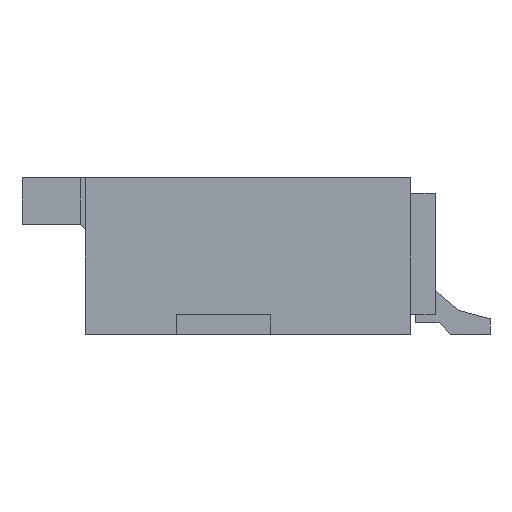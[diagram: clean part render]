
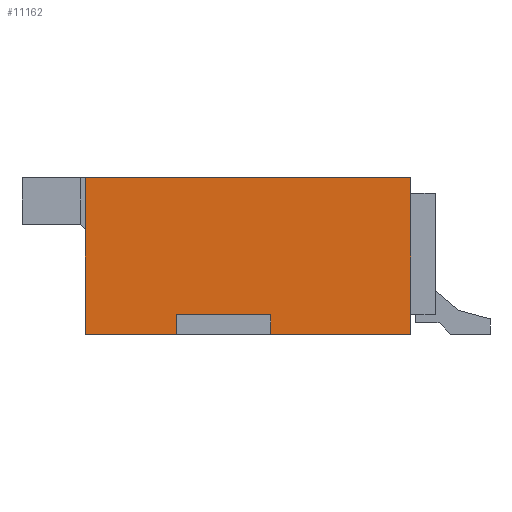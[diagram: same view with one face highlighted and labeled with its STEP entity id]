
A CAD part, left-side view. The second image highlights one B-rep face of the part: STEP entity #11162.
In plain terms, the highlighted planar face has unit normal (-1, 0, 0).
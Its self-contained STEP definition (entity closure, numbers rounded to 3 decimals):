
#87 = VERTEX_POINT ( 'NONE', #12476 ) ;
#354 = VERTEX_POINT ( 'NONE', #5408 ) ;
#1377 = AXIS2_PLACEMENT_3D ( 'NONE', #15975, #3961, #22217 ) ;
#1497 = LINE ( 'NONE', #2068, #22681 ) ;
#1575 = LINE ( 'NONE', #9053, #17907 ) ;
#1859 = PLANE ( 'NONE',  #1377 ) ;
#1914 = CARTESIAN_POINT ( 'NONE',  ( -5.449, 1.214, 0.25 ) ) ;
#1933 = EDGE_CURVE ( 'NONE', #20259, #14675, #11917, .T. ) ;
#2068 = CARTESIAN_POINT ( 'NONE',  ( -5.449, -0.761, 0. ) ) ;
#3276 = VECTOR ( 'NONE', #6903, 1000. ) ;
#3961 = DIRECTION ( 'NONE',  ( 1., 0., 0. ) ) ;
#4735 = LINE ( 'NONE', #26656, #20428 ) ;
#4787 = DIRECTION ( 'NONE',  ( 0., 0., -1. ) ) ;
#5408 = CARTESIAN_POINT ( 'NONE',  ( -5.449, 3.389, 0. ) ) ;
#6514 = VECTOR ( 'NONE', #24930, 1000. ) ;
#6903 = DIRECTION ( 'NONE',  ( 0., 0., -1. ) ) ;
#7140 = CARTESIAN_POINT ( 'NONE',  ( -5.449, 2.229, 0.25 ) ) ;
#8038 = VERTEX_POINT ( 'NONE', #7140 ) ;
#8252 = ORIENTED_EDGE ( 'NONE', *, *, #26117, .T. ) ;
#8674 = DIRECTION ( 'NONE',  ( 0., 1., 0. ) ) ;
#8883 = DIRECTION ( 'NONE',  ( 0., 0., -1. ) ) ;
#9053 = CARTESIAN_POINT ( 'NONE',  ( -5.449, 2.229, 5. ) ) ;
#10275 = EDGE_CURVE ( 'NONE', #20259, #87, #4735, .T. ) ;
#10494 = ORIENTED_EDGE ( 'NONE', *, *, #18821, .T. ) ;
#11162 = ADVANCED_FACE ( 'NONE', ( #23177 ), #1859, .F. ) ;
#11690 = VECTOR ( 'NONE', #8674, 1000. ) ;
#11917 = LINE ( 'NONE', #24752, #6514 ) ;
#12424 = LINE ( 'NONE', #1914, #25012 ) ;
#12476 = CARTESIAN_POINT ( 'NONE',  ( -5.449, 1.029, 0. ) ) ;
#12700 = EDGE_LOOP ( 'NONE', ( #20032, #8252, #16021, #20732, #15292, #10494, #17478, #16549 ) ) ;
#14675 = VERTEX_POINT ( 'NONE', #18643 ) ;
#14749 = VERTEX_POINT ( 'NONE', #15009 ) ;
#14953 = EDGE_CURVE ( 'NONE', #14675, #14749, #17107, .T. ) ;
#15009 = CARTESIAN_POINT ( 'NONE',  ( -5.449, 3.389, 2. ) ) ;
#15292 = ORIENTED_EDGE ( 'NONE', *, *, #14953, .T. ) ;
#15433 = CARTESIAN_POINT ( 'NONE',  ( -5.449, 1.029, 0.25 ) ) ;
#15617 = VERTEX_POINT ( 'NONE', #15433 ) ;
#15975 = CARTESIAN_POINT ( 'NONE',  ( -5.449, 1.214, 2. ) ) ;
#16021 = ORIENTED_EDGE ( 'NONE', *, *, #10275, .F. ) ;
#16205 = DIRECTION ( 'NONE',  ( 0., 1., 0. ) ) ;
#16333 = VECTOR ( 'NONE', #4787, 1000. ) ;
#16549 = ORIENTED_EDGE ( 'NONE', *, *, #21460, .F. ) ;
#17072 = CARTESIAN_POINT ( 'NONE',  ( -5.449, 1.029, 0.25 ) ) ;
#17107 = LINE ( 'NONE', #24853, #11690 ) ;
#17478 = ORIENTED_EDGE ( 'NONE', *, *, #17985, .F. ) ;
#17907 = VECTOR ( 'NONE', #8883, 1000. ) ;
#17985 = EDGE_CURVE ( 'NONE', #21096, #354, #1497, .T. ) ;
#18643 = CARTESIAN_POINT ( 'NONE',  ( -5.449, -0.761, 2. ) ) ;
#18821 = EDGE_CURVE ( 'NONE', #14749, #354, #21815, .T. ) ;
#20032 = ORIENTED_EDGE ( 'NONE', *, *, #25101, .F. ) ;
#20259 = VERTEX_POINT ( 'NONE', #22838 ) ;
#20428 = VECTOR ( 'NONE', #20534, 1000. ) ;
#20534 = DIRECTION ( 'NONE',  ( 0., 1., 0. ) ) ;
#20732 = ORIENTED_EDGE ( 'NONE', *, *, #1933, .T. ) ;
#21096 = VERTEX_POINT ( 'NONE', #22010 ) ;
#21460 = EDGE_CURVE ( 'NONE', #8038, #21096, #1575, .T. ) ;
#21815 = LINE ( 'NONE', #23442, #16333 ) ;
#22010 = CARTESIAN_POINT ( 'NONE',  ( -5.449, 2.229, 0. ) ) ;
#22217 = DIRECTION ( 'NONE',  ( 0., 1., 0. ) ) ;
#22681 = VECTOR ( 'NONE', #24832, 1000. ) ;
#22838 = CARTESIAN_POINT ( 'NONE',  ( -5.449, -0.761, 0. ) ) ;
#23177 = FACE_OUTER_BOUND ( 'NONE', #12700, .T. ) ;
#23442 = CARTESIAN_POINT ( 'NONE',  ( -5.449, 3.389, 0. ) ) ;
#24752 = CARTESIAN_POINT ( 'NONE',  ( -5.449, -0.761, 0. ) ) ;
#24765 = LINE ( 'NONE', #17072, #3276 ) ;
#24832 = DIRECTION ( 'NONE',  ( 0., 1., 0. ) ) ;
#24853 = CARTESIAN_POINT ( 'NONE',  ( -5.449, -0.761, 2. ) ) ;
#24930 = DIRECTION ( 'NONE',  ( 0., 0., 1. ) ) ;
#25012 = VECTOR ( 'NONE', #16205, 1000. ) ;
#25101 = EDGE_CURVE ( 'NONE', #15617, #8038, #12424, .T. ) ;
#26117 = EDGE_CURVE ( 'NONE', #15617, #87, #24765, .T. ) ;
#26656 = CARTESIAN_POINT ( 'NONE',  ( -5.449, 1.214, 0. ) ) ;
